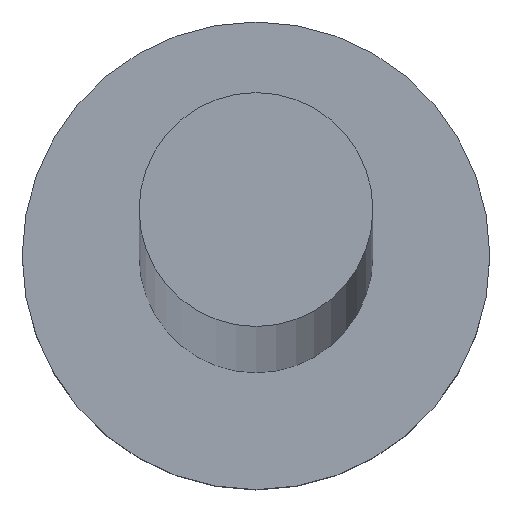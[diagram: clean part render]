
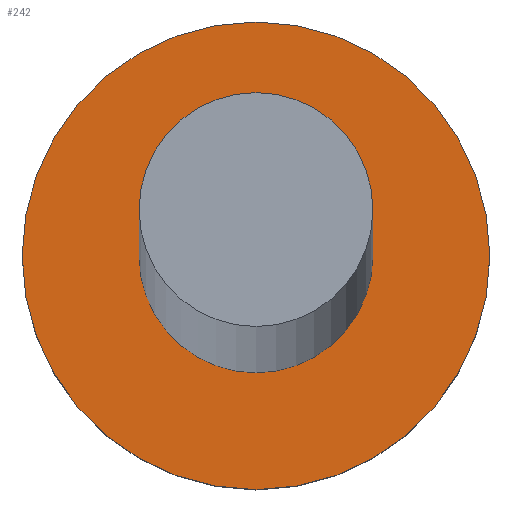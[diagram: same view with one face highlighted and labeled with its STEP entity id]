
A CAD part, top view. The second image highlights one B-rep face of the part: STEP entity #242.
In plain terms, the highlighted planar face has unit normal (0, 0, 1).
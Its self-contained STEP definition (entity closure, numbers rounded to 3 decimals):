
#1 = DIRECTION ( 'NONE',  ( 1., 0., 0. ) ) ;
#7 = DIRECTION ( 'NONE',  ( 1., 0., 0. ) ) ;
#10 = DIRECTION ( 'NONE',  ( 0., 0., 1. ) ) ;
#14 = PLANE ( 'NONE',  #85 ) ;
#16 = ORIENTED_EDGE ( 'NONE', *, *, #119, .F. ) ;
#23 = CARTESIAN_POINT ( 'NONE',  ( 3.5, 0., 3. ) ) ;
#27 = EDGE_LOOP ( 'NONE', ( #44, #37 ) ) ;
#29 = CARTESIAN_POINT ( 'NONE',  ( 0., 0., 3. ) ) ;
#32 = DIRECTION ( 'NONE',  ( 0., 0., 1. ) ) ;
#37 = ORIENTED_EDGE ( 'NONE', *, *, #73, .T. ) ;
#44 = ORIENTED_EDGE ( 'NONE', *, *, #139, .T. ) ;
#55 = CARTESIAN_POINT ( 'NONE',  ( 0., 0., 3. ) ) ;
#59 = VERTEX_POINT ( 'NONE', #23 ) ;
#73 = EDGE_CURVE ( 'NONE', #59, #234, #153, .T. ) ;
#85 = AXIS2_PLACEMENT_3D ( 'NONE', #93, #174, #252 ) ;
#86 = DIRECTION ( 'NONE',  ( 1., 0., 0. ) ) ;
#87 = EDGE_CURVE ( 'NONE', #177, #141, #168, .T. ) ;
#88 = DIRECTION ( 'NONE',  ( 1., 0., 0. ) ) ;
#89 = FACE_OUTER_BOUND ( 'NONE', #27, .T. ) ;
#93 = CARTESIAN_POINT ( 'NONE',  ( 0., 0., 3. ) ) ;
#96 = ORIENTED_EDGE ( 'NONE', *, *, #87, .F. ) ;
#97 = CIRCLE ( 'NONE', #131, 1.75 ) ;
#101 = AXIS2_PLACEMENT_3D ( 'NONE', #183, #169, #1 ) ;
#112 = FACE_BOUND ( 'NONE', #244, .T. ) ;
#119 = EDGE_CURVE ( 'NONE', #141, #177, #97, .T. ) ;
#124 = AXIS2_PLACEMENT_3D ( 'NONE', #55, #32, #88 ) ;
#131 = AXIS2_PLACEMENT_3D ( 'NONE', #29, #10, #86 ) ;
#133 = CARTESIAN_POINT ( 'NONE',  ( -1.75, 0., 3. ) ) ;
#139 = EDGE_CURVE ( 'NONE', #234, #59, #157, .T. ) ;
#141 = VERTEX_POINT ( 'NONE', #192 ) ;
#142 = AXIS2_PLACEMENT_3D ( 'NONE', #243, #189, #7 ) ;
#153 = CIRCLE ( 'NONE', #142, 3.5 ) ;
#157 = CIRCLE ( 'NONE', #124, 3.5 ) ;
#168 = CIRCLE ( 'NONE', #101, 1.75 ) ;
#169 = DIRECTION ( 'NONE',  ( 0., 0., 1. ) ) ;
#174 = DIRECTION ( 'NONE',  ( 0., 0., 1. ) ) ;
#177 = VERTEX_POINT ( 'NONE', #133 ) ;
#183 = CARTESIAN_POINT ( 'NONE',  ( 0., 0., 3. ) ) ;
#189 = DIRECTION ( 'NONE',  ( 0., 0., 1. ) ) ;
#192 = CARTESIAN_POINT ( 'NONE',  ( 1.75, 0., 3. ) ) ;
#198 = CARTESIAN_POINT ( 'NONE',  ( -3.5, 0., 3. ) ) ;
#234 = VERTEX_POINT ( 'NONE', #198 ) ;
#242 = ADVANCED_FACE ( 'NONE', ( #112, #89 ), #14, .T. ) ;
#243 = CARTESIAN_POINT ( 'NONE',  ( 0., 0., 3. ) ) ;
#244 = EDGE_LOOP ( 'NONE', ( #96, #16 ) ) ;
#252 = DIRECTION ( 'NONE',  ( 1., 0., 0. ) ) ;
